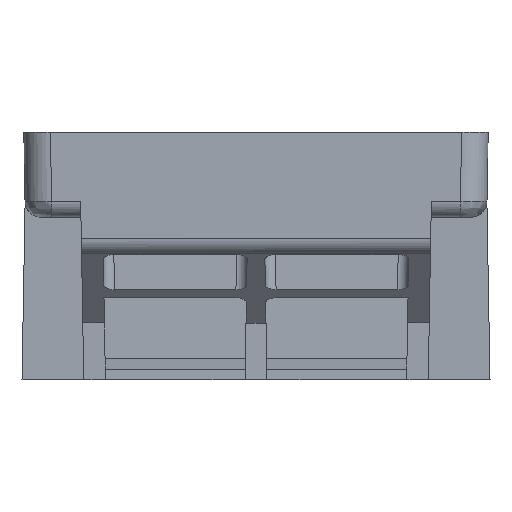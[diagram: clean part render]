
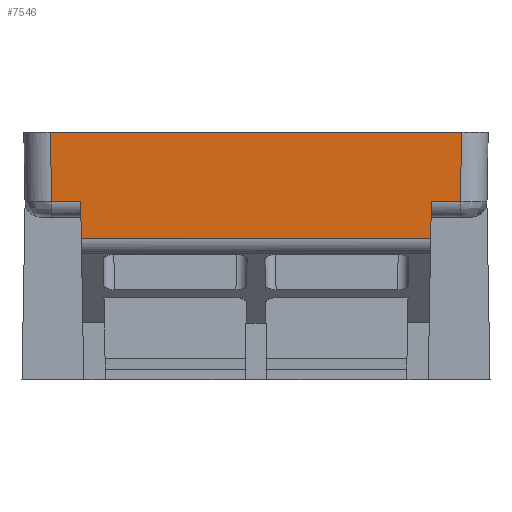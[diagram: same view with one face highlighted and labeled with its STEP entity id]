
A CAD part, front view. The second image highlights one B-rep face of the part: STEP entity #7546.
In plain terms, the highlighted planar face has unit normal (0, -1, -0.018).
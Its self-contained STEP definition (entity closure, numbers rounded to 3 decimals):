
#7135=CARTESIAN_POINT('',(-19.226,-30.578,16.774));
#7136=VERTEX_POINT('',#7135);
#7179=CARTESIAN_POINT('',(-19.34,-30.692,23.3));
#7180=VERTEX_POINT('',#7179);
#7197=CARTESIAN_POINT('',(-19.226,-30.578,16.774));
#7198=DIRECTION('',(-0.017,-0.017,1.));
#7199=VECTOR('',#7198,6.528);
#7200=LINE('',#7197,#7199);
#7201=EDGE_CURVE('',#7136,#7180,#7200,.T.);
#7245=CARTESIAN_POINT('',(-16.493,-30.578,16.774));
#7246=VERTEX_POINT('',#7245);
#7254=CARTESIAN_POINT('',(-16.493,-30.578,16.774));
#7255=DIRECTION('',(-1.0,0.0,0.0));
#7256=VECTOR('',#7255,2.733);
#7257=LINE('',#7254,#7256);
#7258=EDGE_CURVE('',#7246,#7136,#7257,.T.);
#7325=CARTESIAN_POINT('',(19.34,-30.692,23.3));
#7326=VERTEX_POINT('',#7325);
#7327=CARTESIAN_POINT('',(19.34,-30.692,23.3));
#7328=DIRECTION('',(-1.0,0.0,0.0));
#7329=VECTOR('',#7328,38.68);
#7330=LINE('',#7327,#7329);
#7331=EDGE_CURVE('',#7326,#7180,#7330,.T.);
#7498=CARTESIAN_POINT('',(-21.7,-30.596,17.799));
#7499=DIRECTION('',(0.0,-1.,-0.017));
#7500=DIRECTION('',(0.0,0.017,-1.));
#7501=AXIS2_PLACEMENT_3D('',#7498,#7499,#7500);
#7502=PLANE('',#7501);
#7503=ORIENTED_EDGE('',*,*,#7201,.F.);
#7504=ORIENTED_EDGE('',*,*,#7258,.F.);
#7505=CARTESIAN_POINT('',(-16.432,-30.517,13.263));
#7506=VERTEX_POINT('',#7505);
#7507=CARTESIAN_POINT('',(-16.432,-30.517,13.263));
#7508=DIRECTION('',(-0.017,-0.017,1.));
#7509=VECTOR('',#7508,3.512);
#7510=LINE('',#7507,#7509);
#7511=EDGE_CURVE('',#7506,#7246,#7510,.T.);
#7512=ORIENTED_EDGE('',*,*,#7511,.F.);
#7513=CARTESIAN_POINT('',(16.432,-30.517,13.263));
#7514=VERTEX_POINT('',#7513);
#7515=CARTESIAN_POINT('',(16.432,-30.517,13.263));
#7516=DIRECTION('',(-1.0,0.0,0.0));
#7517=VECTOR('',#7516,32.863);
#7518=LINE('',#7515,#7517);
#7519=EDGE_CURVE('',#7514,#7506,#7518,.T.);
#7520=ORIENTED_EDGE('',*,*,#7519,.F.);
#7521=CARTESIAN_POINT('',(16.493,-30.578,16.774));
#7522=VERTEX_POINT('',#7521);
#7523=CARTESIAN_POINT('',(16.493,-30.578,16.774));
#7524=DIRECTION('',(-0.017,0.017,-1.));
#7525=VECTOR('',#7524,3.512);
#7526=LINE('',#7523,#7525);
#7527=EDGE_CURVE('',#7522,#7514,#7526,.T.);
#7528=ORIENTED_EDGE('',*,*,#7527,.F.);
#7529=CARTESIAN_POINT('',(19.226,-30.578,16.774));
#7530=VERTEX_POINT('',#7529);
#7531=CARTESIAN_POINT('',(19.226,-30.578,16.774));
#7532=DIRECTION('',(-1.0,0.0,0.0));
#7533=VECTOR('',#7532,2.733);
#7534=LINE('',#7531,#7533);
#7535=EDGE_CURVE('',#7530,#7522,#7534,.T.);
#7536=ORIENTED_EDGE('',*,*,#7535,.F.);
#7537=CARTESIAN_POINT('',(19.34,-30.692,23.3));
#7538=DIRECTION('',(-0.017,0.017,-1.));
#7539=VECTOR('',#7538,6.528);
#7540=LINE('',#7537,#7539);
#7541=EDGE_CURVE('',#7326,#7530,#7540,.T.);
#7542=ORIENTED_EDGE('',*,*,#7541,.F.);
#7543=ORIENTED_EDGE('',*,*,#7331,.T.);
#7544=EDGE_LOOP('',(#7503,#7504,#7512,#7520,#7528,#7536,#7542,#7543));
#7545=FACE_OUTER_BOUND('',#7544,.T.);
#7546=ADVANCED_FACE('',(#7545),#7502,.T.);
